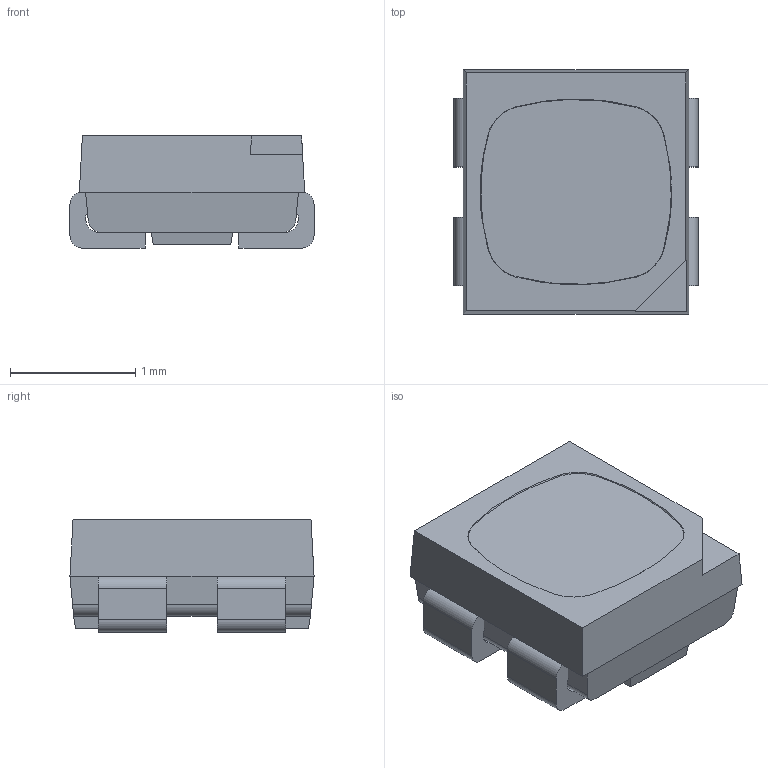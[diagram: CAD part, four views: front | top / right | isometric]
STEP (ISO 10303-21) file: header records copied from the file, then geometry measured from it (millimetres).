
FILE_DESCRIPTION((''),'2;1');
FILE_NAME('ASM0003_ASM','2018-03-16T',('fhu'),(''),'PRO/ENGINEER BY PARAMETRIC TECHNOLOGY CORPORATION, 2008230','PRO/ENGINEER BY PARAMETRIC TECHNOLOGY CORPORATION, 2008230','');
FILE_SCHEMA(('CONFIG_CONTROL_DESIGN'));
Length unit declared in the file: millimetre
Products named in the file (3): PRT0008; PRT0010; ASM0003_ASM
Assembly tree (2 placements, depth 2):
  ASM0003_ASM
    PRT0008
    PRT0010
Bounding box: 1.95 x 1.95 x 0.9 mm (x, y, z)
Volume: 2.2 mm3; surface area: 24.2 mm2
Topology: 5 solids, 6 shells, 121 faces, 304 edges, 200 vertices
Faces by surface type: plane 83, cylinder 20, bspline 16, extrusion 2
Entity records: 4527 total; most frequent: CARTESIAN_POINT 1627, ORIENTED_EDGE 608, DIRECTION 524, EDGE_CURVE 304, VECTOR 228, LINE 226, VERTEX_POINT 200, AXIS2_PLACEMENT_3D 148
